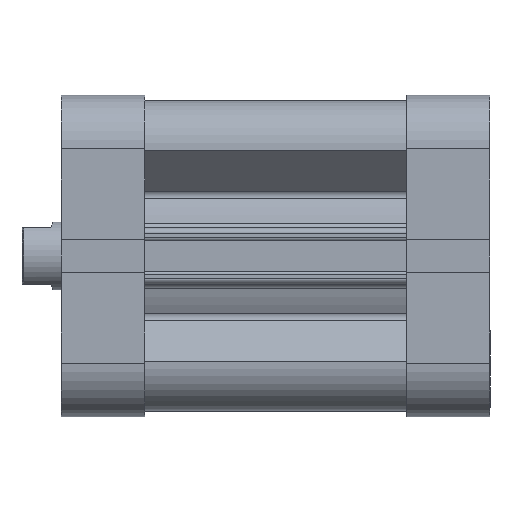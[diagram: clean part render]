
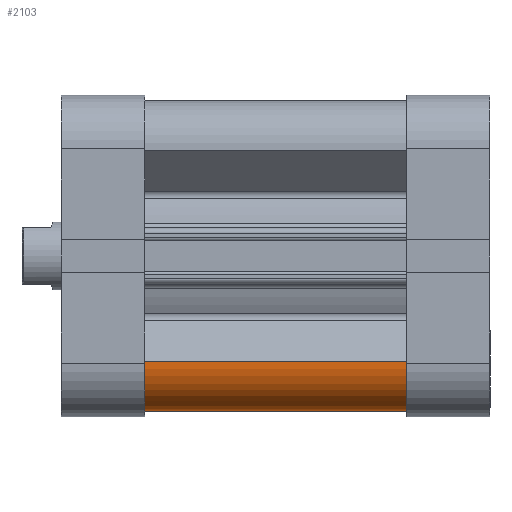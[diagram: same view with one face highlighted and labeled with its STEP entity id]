
A CAD part, front view. The second image highlights one B-rep face of the part: STEP entity #2103.
In plain terms, the highlighted cylindrical face has radius 8.5 mm (diameter 17 mm), a partial arc.
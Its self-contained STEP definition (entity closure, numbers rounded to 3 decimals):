
#521 = DIRECTION ( 'NONE',  ( 0., 0., -1. ) ) ;
#522 = CARTESIAN_POINT ( 'NONE',  ( -19., -19., 46.5 ) ) ;
#533 = CARTESIAN_POINT ( 'NONE',  ( -27.5, -19., 46.5 ) ) ;
#534 = DIRECTION ( 'NONE',  ( 0., 0., -1. ) ) ;
#537 = DIRECTION ( 'NONE',  ( 0., 0., 1. ) ) ;
#559 = CARTESIAN_POINT ( 'NONE',  ( -18.654, -27.493, 46.5 ) ) ;
#565 = DIRECTION ( 'NONE',  ( -1., 0., 0. ) ) ;
#692 = EDGE_CURVE ( 'NONE', #2203, #2201, #10022, .T. ) ;
#695 = EDGE_CURVE ( 'NONE', #2204, #2203, #10028, .T. ) ;
#696 = EDGE_CURVE ( 'NONE', #2204, #2202, #10026, .T. ) ;
#709 = EDGE_CURVE ( 'NONE', #2202, #2201, #10043, .T. ) ;
#893 = DIRECTION ( 'NONE',  ( 0., 0., 1. ) ) ;
#1379 = DIRECTION ( 'NONE',  ( -1., 0., 0. ) ) ;
#1389 = CARTESIAN_POINT ( 'NONE',  ( -19., -19., 0. ) ) ;
#2103 = ADVANCED_FACE ( 'NONE', ( #3353 ), #3356, .T. ) ;
#2201 = VERTEX_POINT ( 'NONE', #4325 ) ;
#2202 = VERTEX_POINT ( 'NONE', #4326 ) ;
#2203 = VERTEX_POINT ( 'NONE', #4327 ) ;
#2204 = VERTEX_POINT ( 'NONE', #4328 ) ;
#3353 = FACE_OUTER_BOUND ( 'NONE', #10000, .T. ) ;
#3356 = CYLINDRICAL_SURFACE ( 'NONE', #5301, 8.5 ) ;
#4182 = DIRECTION ( 'NONE',  ( -1., 0., 0. ) ) ;
#4183 = DIRECTION ( 'NONE',  ( 0., 0., -1. ) ) ;
#4184 = CARTESIAN_POINT ( 'NONE',  ( -19., -19., 46.5 ) ) ;
#4325 = CARTESIAN_POINT ( 'NONE',  ( -18.654, -27.493, 0. ) ) ;
#4326 = CARTESIAN_POINT ( 'NONE',  ( -27.5, -19., 0. ) ) ;
#4327 = CARTESIAN_POINT ( 'NONE',  ( -18.654, -27.493, 46.5 ) ) ;
#4328 = CARTESIAN_POINT ( 'NONE',  ( -27.5, -19., 46.5 ) ) ;
#4713 = AXIS2_PLACEMENT_3D ( 'NONE', #522, #537, #565 ) ;
#4718 = AXIS2_PLACEMENT_3D ( 'NONE', #1389, #893, #1379 ) ;
#5301 = AXIS2_PLACEMENT_3D ( 'NONE', #4184, #4183, #4182 ) ;
#9238 = ORIENTED_EDGE ( 'NONE', *, *, #692, .F. ) ;
#9239 = ORIENTED_EDGE ( 'NONE', *, *, #709, .T. ) ;
#9240 = ORIENTED_EDGE ( 'NONE', *, *, #696, .T. ) ;
#9241 = ORIENTED_EDGE ( 'NONE', *, *, #695, .F. ) ;
#10000 = EDGE_LOOP ( 'NONE', ( #9241, #9240, #9239, #9238 ) ) ;
#10018 = VECTOR ( 'NONE', #534, 1000. ) ;
#10022 = LINE ( 'NONE', #559, #10025 ) ;
#10025 = VECTOR ( 'NONE', #521, 1000. ) ;
#10026 = LINE ( 'NONE', #533, #10018 ) ;
#10028 = CIRCLE ( 'NONE', #4713, 8.5 ) ;
#10043 = CIRCLE ( 'NONE', #4718, 8.5 ) ;
